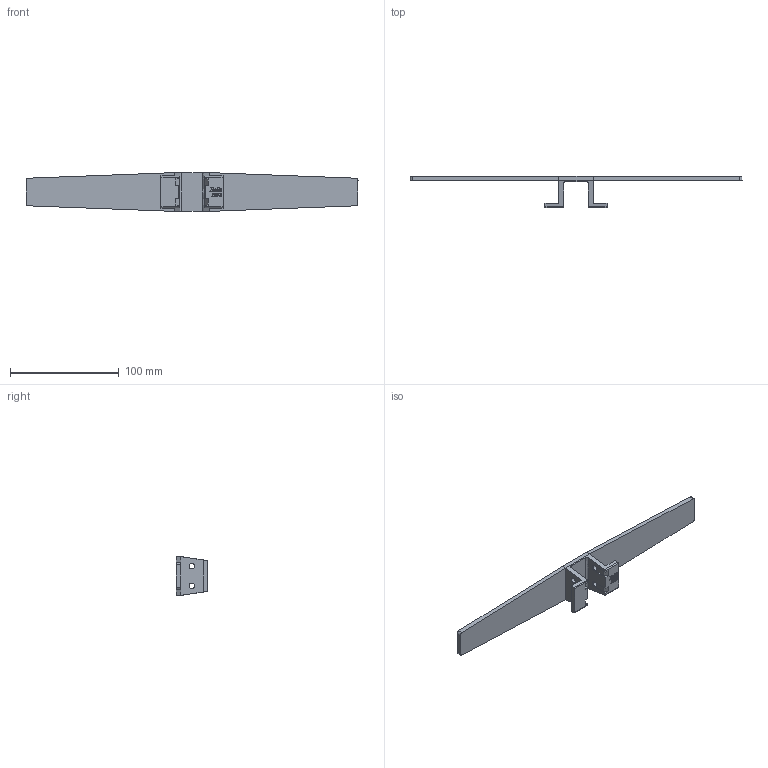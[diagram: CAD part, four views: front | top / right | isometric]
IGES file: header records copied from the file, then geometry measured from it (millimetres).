
Start section: SolidWorks IGES file using analytic representation for surfaces
Global section: file name: Bellt - 187306 - Série 1873 Tab K1200.IGS; native system: SolidWorks 2024; preprocessor: SolidWorks 2024; author: User; date: 250923.141838; units: millimetre
Bounding box: 304.8 x 29.1 x 35.6 mm (x, y, z)
Surface area: 26770.6 mm2 (no closed solid volume)
Topology: 0 solids, 0 shells, 243 faces, 3266 edges, 3266 vertices
Faces by surface type: bspline 221, revolution 22
